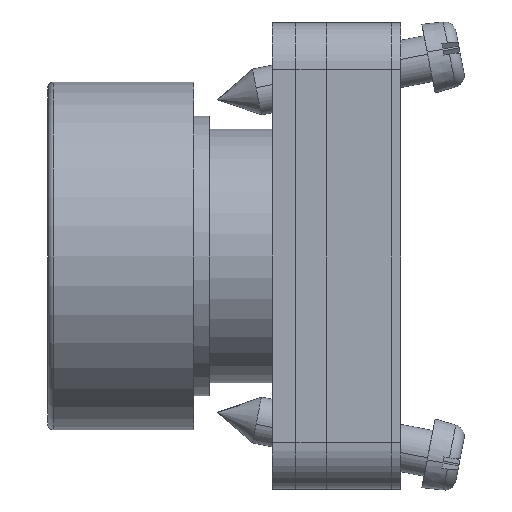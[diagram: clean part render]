
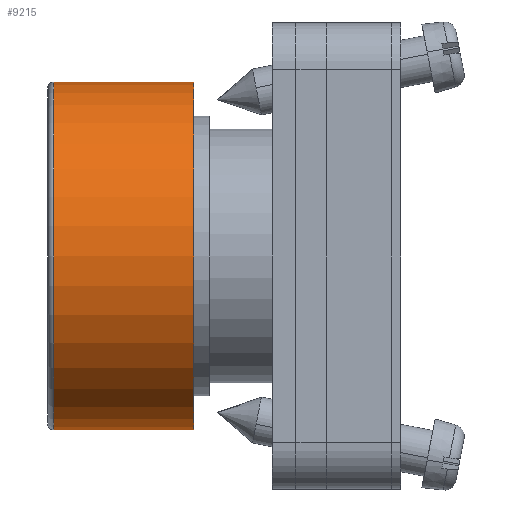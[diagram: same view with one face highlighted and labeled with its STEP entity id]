
A CAD part, left-side view. The second image highlights one B-rep face of the part: STEP entity #9215.
In plain terms, the highlighted cylindrical face has radius 14.925 mm (diameter 29.85 mm), a partial arc.
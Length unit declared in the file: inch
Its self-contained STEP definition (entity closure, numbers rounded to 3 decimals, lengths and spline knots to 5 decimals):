
#97 = VECTOR ( 'NONE', #3261, 39.37008 ) ;
#491 = CYLINDRICAL_SURFACE ( 'NONE', #8593, 0.5876 ) ;
#602 = CARTESIAN_POINT ( 'NONE',  ( 0., 0.92126, 0. ) ) ;
#905 = ORIENTED_EDGE ( 'NONE', *, *, #9514, .T. ) ;
#968 = EDGE_CURVE ( 'NONE', #8063, #8875, #6056, .T. ) ;
#1369 = DIRECTION ( 'NONE',  ( 0., 0., -1. ) ) ;
#1456 = CARTESIAN_POINT ( 'NONE',  ( 0., 0.92126, 0.5876 ) ) ;
#1549 = DIRECTION ( 'NONE',  ( 0., -1., 0. ) ) ;
#1693 = VERTEX_POINT ( 'NONE', #5719 ) ;
#1760 = CARTESIAN_POINT ( 'NONE',  ( 0., 3.67379, 0.5876 ) ) ;
#1866 = ORIENTED_EDGE ( 'NONE', *, *, #4943, .T. ) ;
#1981 = CIRCLE ( 'NONE', #2459, 0.5876 ) ;
#2459 = AXIS2_PLACEMENT_3D ( 'NONE', #602, #5856, #1369 ) ;
#2630 = ORIENTED_EDGE ( 'NONE', *, *, #7920, .T. ) ;
#2719 = FACE_OUTER_BOUND ( 'NONE', #9363, .T. ) ;
#3261 = DIRECTION ( 'NONE',  ( 0., -1., 0. ) ) ;
#3506 = CARTESIAN_POINT ( 'NONE',  ( 0., 0.44843, 0. ) ) ;
#4102 = CARTESIAN_POINT ( 'NONE',  ( 0., 0.44843, 0.5876 ) ) ;
#4143 = CARTESIAN_POINT ( 'NONE',  ( 0., 3.67379, -0.5876 ) ) ;
#4257 = DIRECTION ( 'NONE',  ( 0., 0., 1. ) ) ;
#4927 = DIRECTION ( 'NONE',  ( 0., -1., 0. ) ) ;
#4943 = EDGE_CURVE ( 'NONE', #8063, #1693, #1981, .T. ) ;
#5428 = LINE ( 'NONE', #4143, #9127 ) ;
#5719 = CARTESIAN_POINT ( 'NONE',  ( 0., 0.92126, -0.5876 ) ) ;
#5856 = DIRECTION ( 'NONE',  ( 0., -1., 0. ) ) ;
#6056 = LINE ( 'NONE', #1760, #97 ) ;
#6345 = VERTEX_POINT ( 'NONE', #8205 ) ;
#6794 = CARTESIAN_POINT ( 'NONE',  ( 0., 3.67379, 0. ) ) ;
#7920 = EDGE_CURVE ( 'NONE', #6345, #8875, #8333, .T. ) ;
#8063 = VERTEX_POINT ( 'NONE', #1456 ) ;
#8205 = CARTESIAN_POINT ( 'NONE',  ( 0., 0.44843, -0.5876 ) ) ;
#8333 = CIRCLE ( 'NONE', #8710, 0.5876 ) ;
#8576 = ORIENTED_EDGE ( 'NONE', *, *, #968, .F. ) ;
#8593 = AXIS2_PLACEMENT_3D ( 'NONE', #6794, #1549, #8985 ) ;
#8710 = AXIS2_PLACEMENT_3D ( 'NONE', #3506, #8717, #4257 ) ;
#8717 = DIRECTION ( 'NONE',  ( 0., 1., 0. ) ) ;
#8875 = VERTEX_POINT ( 'NONE', #4102 ) ;
#8985 = DIRECTION ( 'NONE',  ( 0., 0., -1. ) ) ;
#9127 = VECTOR ( 'NONE', #4927, 39.37008 ) ;
#9215 = ADVANCED_FACE ( 'NONE', ( #2719 ), #491, .T. ) ;
#9363 = EDGE_LOOP ( 'NONE', ( #8576, #1866, #905, #2630 ) ) ;
#9514 = EDGE_CURVE ( 'NONE', #1693, #6345, #5428, .T. ) ;
